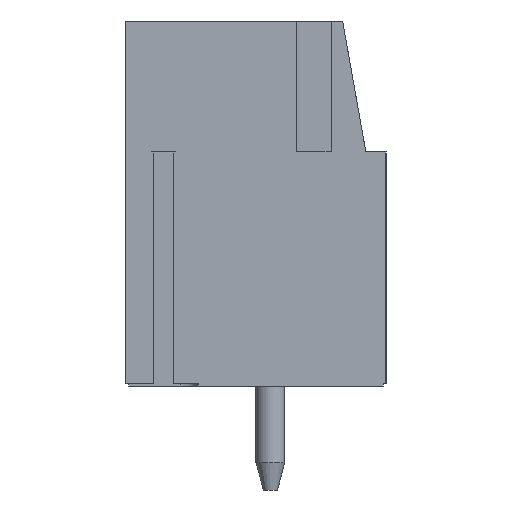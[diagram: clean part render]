
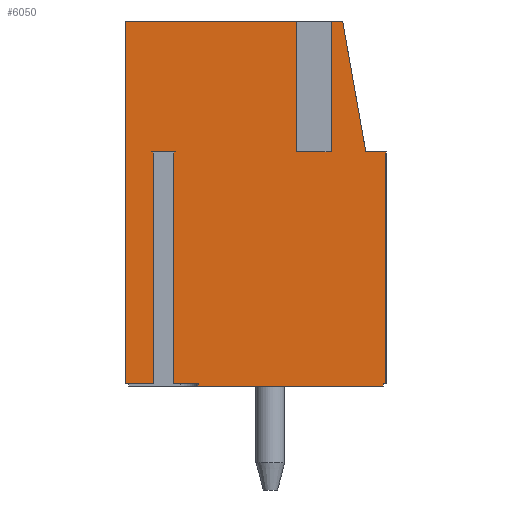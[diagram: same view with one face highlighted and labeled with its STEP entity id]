
A CAD part, left-side view. The second image highlights one B-rep face of the part: STEP entity #6050.
In plain terms, the highlighted planar face has unit normal (-1, 0, 0).
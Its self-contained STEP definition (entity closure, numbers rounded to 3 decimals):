
#799=ORIENTED_EDGE('',*,*,#2370,.F.);
#800=ORIENTED_EDGE('',*,*,#2371,.T.);
#801=ORIENTED_EDGE('',*,*,#2372,.T.);
#802=ORIENTED_EDGE('',*,*,#2281,.F.);
#803=ORIENTED_EDGE('',*,*,#2373,.T.);
#804=ORIENTED_EDGE('',*,*,#2329,.T.);
#805=ORIENTED_EDGE('',*,*,#2374,.F.);
#806=ORIENTED_EDGE('',*,*,#2375,.F.);
#807=ORIENTED_EDGE('',*,*,#2376,.T.);
#808=ORIENTED_EDGE('',*,*,#2355,.T.);
#809=ORIENTED_EDGE('',*,*,#2377,.F.);
#810=ORIENTED_EDGE('',*,*,#2378,.F.);
#811=ORIENTED_EDGE('',*,*,#2379,.T.);
#812=ORIENTED_EDGE('',*,*,#2320,.T.);
#813=ORIENTED_EDGE('',*,*,#2380,.F.);
#814=ORIENTED_EDGE('',*,*,#2381,.T.);
#815=ORIENTED_EDGE('',*,*,#2382,.T.);
#816=ORIENTED_EDGE('',*,*,#2285,.F.);
#2281=EDGE_CURVE('',#3092,#3093,#3665,.T.);
#2285=EDGE_CURVE('',#3096,#3097,#3669,.T.);
#2320=EDGE_CURVE('',#3129,#3128,#3699,.T.);
#2329=EDGE_CURVE('',#3138,#3137,#3707,.T.);
#2355=EDGE_CURVE('',#3164,#3162,#3730,.T.);
#2370=EDGE_CURVE('',#3173,#3096,#3745,.T.);
#2371=EDGE_CURVE('',#3173,#3174,#3746,.T.);
#2372=EDGE_CURVE('',#3174,#3093,#3747,.T.);
#2373=EDGE_CURVE('',#3092,#3138,#3748,.T.);
#2374=EDGE_CURVE('',#3175,#3137,#3749,.T.);
#2375=EDGE_CURVE('',#3176,#3175,#3750,.T.);
#2376=EDGE_CURVE('',#3176,#3164,#3751,.T.);
#2377=EDGE_CURVE('',#3177,#3162,#3752,.T.);
#2378=EDGE_CURVE('',#3178,#3177,#3753,.T.);
#2379=EDGE_CURVE('',#3178,#3129,#3754,.T.);
#2380=EDGE_CURVE('',#3179,#3128,#3755,.T.);
#2381=EDGE_CURVE('',#3179,#3180,#3756,.T.);
#2382=EDGE_CURVE('',#3180,#3097,#3757,.T.);
#3092=VERTEX_POINT('',#9424);
#3093=VERTEX_POINT('',#9426);
#3096=VERTEX_POINT('',#9432);
#3097=VERTEX_POINT('',#9434);
#3128=VERTEX_POINT('',#9502);
#3129=VERTEX_POINT('',#9504);
#3137=VERTEX_POINT('',#9520);
#3138=VERTEX_POINT('',#9522);
#3162=VERTEX_POINT('',#9572);
#3164=VERTEX_POINT('',#9575);
#3173=VERTEX_POINT('',#9601);
#3174=VERTEX_POINT('',#9603);
#3175=VERTEX_POINT('',#9607);
#3176=VERTEX_POINT('',#9609);
#3177=VERTEX_POINT('',#9612);
#3178=VERTEX_POINT('',#9614);
#3179=VERTEX_POINT('',#9617);
#3180=VERTEX_POINT('',#9619);
#3665=LINE('',#9425,#4329);
#3669=LINE('',#9433,#4333);
#3699=LINE('',#9503,#4363);
#3707=LINE('',#9521,#4371);
#3730=LINE('',#9574,#4394);
#3745=LINE('',#9600,#4409);
#3746=LINE('',#9602,#4410);
#3747=LINE('',#9604,#4411);
#3748=LINE('',#9605,#4412);
#3749=LINE('',#9606,#4413);
#3750=LINE('',#9608,#4414);
#3751=LINE('',#9610,#4415);
#3752=LINE('',#9611,#4416);
#3753=LINE('',#9613,#4417);
#3754=LINE('',#9615,#4418);
#3755=LINE('',#9616,#4419);
#3756=LINE('',#9618,#4420);
#3757=LINE('',#9620,#4421);
#4329=VECTOR('',#7628,1000.);
#4333=VECTOR('',#7632,1000.);
#4363=VECTOR('',#7678,1000.);
#4371=VECTOR('',#7688,1000.);
#4394=VECTOR('',#7719,1000.);
#4409=VECTOR('',#7738,1000.);
#4410=VECTOR('',#7739,1000.);
#4411=VECTOR('',#7740,1000.);
#4412=VECTOR('',#7741,1000.);
#4413=VECTOR('',#7742,1000.);
#4414=VECTOR('',#7743,1000.);
#4415=VECTOR('',#7744,1000.);
#4416=VECTOR('',#7745,1000.);
#4417=VECTOR('',#7746,1000.);
#4418=VECTOR('',#7747,1000.);
#4419=VECTOR('',#7748,1000.);
#4420=VECTOR('',#7749,1000.);
#4421=VECTOR('',#7750,1000.);
#4962=EDGE_LOOP('',(#799,#800,#801,#802,#803,#804,#805,#806,#807,#808,#809,
#810,#811,#812,#813,#814,#815,#816));
#5386=FACE_BOUND('',#4962,.T.);
#5770=PLANE('',#6838);
#6050=ADVANCED_FACE('',(#5386),#5770,.F.);
#6838=AXIS2_PLACEMENT_3D('',#9599,#7736,#7737);
#7628=DIRECTION('',(0.,-1.,0.));
#7632=DIRECTION('',(0.,-1.,0.));
#7678=DIRECTION('',(0.,-1.,0.));
#7688=DIRECTION('',(0.,-1.,0.));
#7719=DIRECTION('',(0.,-1.,0.));
#7736=DIRECTION('',(1.,0.,0.));
#7737=DIRECTION('',(0.,0.,-1.));
#7738=DIRECTION('',(0.,0.,1.));
#7739=DIRECTION('',(0.,1.,0.));
#7740=DIRECTION('',(0.,0.,1.));
#7741=DIRECTION('',(0.,0.,-1.));
#7742=DIRECTION('',(0.,0.,-1.));
#7743=DIRECTION('',(0.,1.,0.));
#7744=DIRECTION('',(0.,0.,-1.));
#7745=DIRECTION('',(0.,0.,1.));
#7746=DIRECTION('',(0.,1.,0.));
#7747=DIRECTION('',(0.,0.,1.));
#7748=DIRECTION('',(0.,0.,-1.));
#7749=DIRECTION('',(0.,1.,0.));
#7750=DIRECTION('',(0.,0.175,0.985));
#9424=CARTESIAN_POINT('',(-7.5,5.,12.5));
#9425=CARTESIAN_POINT('',(-7.5,5.,12.5));
#9426=CARTESIAN_POINT('',(-7.5,-1.15,12.5));
#9432=CARTESIAN_POINT('',(-7.5,-1.85,12.5));
#9433=CARTESIAN_POINT('',(-7.5,5.,12.5));
#9434=CARTESIAN_POINT('',(-7.5,-2.5,12.5));
#9502=CARTESIAN_POINT('',(-7.5,-4.,0.));
#9503=CARTESIAN_POINT('',(-7.5,5.,0.));
#9504=CARTESIAN_POINT('',(-7.5,-3.9,0.));
#9520=CARTESIAN_POINT('',(-7.5,4.05,0.));
#9521=CARTESIAN_POINT('',(-7.5,5.,0.));
#9522=CARTESIAN_POINT('',(-7.5,5.,0.));
#9572=CARTESIAN_POINT('',(-7.5,2.5,0.));
#9574=CARTESIAN_POINT('',(-7.5,5.,0.));
#9575=CARTESIAN_POINT('',(-7.5,3.35,0.));
#9599=CARTESIAN_POINT('',(-7.5,5.,12.5));
#9600=CARTESIAN_POINT('',(-7.5,-1.85,8.));
#9601=CARTESIAN_POINT('',(-7.5,-1.85,8.));
#9602=CARTESIAN_POINT('',(-7.5,-1.85,8.));
#9603=CARTESIAN_POINT('',(-7.5,-1.15,8.));
#9604=CARTESIAN_POINT('',(-7.5,-1.15,8.));
#9605=CARTESIAN_POINT('',(-7.5,5.,12.5));
#9606=CARTESIAN_POINT('',(-7.5,4.05,8.));
#9607=CARTESIAN_POINT('',(-7.5,4.05,8.));
#9608=CARTESIAN_POINT('',(-7.5,3.35,8.));
#9609=CARTESIAN_POINT('',(-7.5,3.35,8.));
#9610=CARTESIAN_POINT('',(-7.5,3.35,8.));
#9611=CARTESIAN_POINT('',(-7.5,2.5,-0.1));
#9612=CARTESIAN_POINT('',(-7.5,2.5,-0.1));
#9613=CARTESIAN_POINT('',(-7.5,-3.9,-0.1));
#9614=CARTESIAN_POINT('',(-7.5,-3.9,-0.1));
#9615=CARTESIAN_POINT('',(-7.5,-3.9,-0.1));
#9616=CARTESIAN_POINT('',(-7.5,-4.,12.5));
#9617=CARTESIAN_POINT('',(-7.5,-4.,8.));
#9618=CARTESIAN_POINT('',(-7.5,5.,8.));
#9619=CARTESIAN_POINT('',(-7.5,-3.3,8.));
#9620=CARTESIAN_POINT('',(-7.5,-2.27,13.792));
